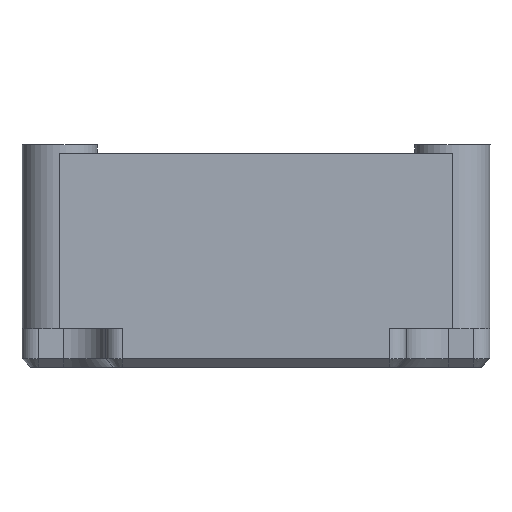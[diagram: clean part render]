
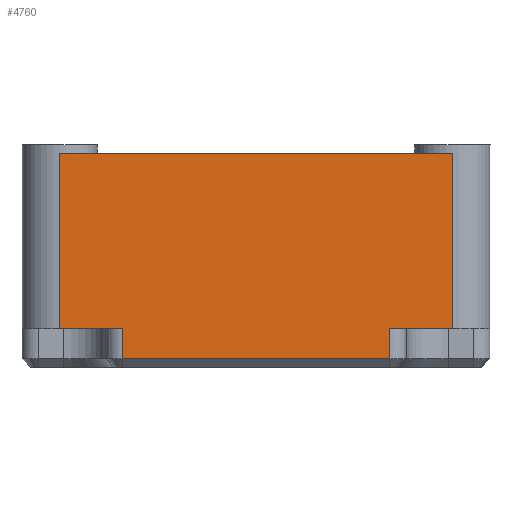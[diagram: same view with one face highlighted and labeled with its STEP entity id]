
A CAD part, front view. The second image highlights one B-rep face of the part: STEP entity #4760.
In plain terms, the highlighted planar face has unit normal (0, -1, 0).
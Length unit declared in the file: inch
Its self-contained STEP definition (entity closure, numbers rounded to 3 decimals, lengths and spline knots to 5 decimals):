
#497 = ORIENTED_EDGE ( 'NONE', *, *, #4149, .F. ) ;
#949 = DIRECTION ( 'NONE',  ( 1., 0., 0. ) ) ;
#1135 = EDGE_LOOP ( 'NONE', ( #11840, #1278, #6883, #8972, #10860, #2210, #497, #13479 ) ) ;
#1278 = ORIENTED_EDGE ( 'NONE', *, *, #5976, .T. ) ;
#2210 = ORIENTED_EDGE ( 'NONE', *, *, #4148, .F. ) ;
#2371 = DIRECTION ( 'NONE',  ( 0., 0., -1. ) ) ;
#2716 = CARTESIAN_POINT ( 'NONE',  ( 0.31496, -0.32874, -0.17126 ) ) ;
#2980 = LINE ( 'NONE', #16543, #3097 ) ;
#3097 = VECTOR ( 'NONE', #21699, 39.37008 ) ;
#3473 = VERTEX_POINT ( 'NONE', #21003 ) ;
#4148 = EDGE_CURVE ( 'NONE', #5872, #20391, #16322, .T. ) ;
#4149 = EDGE_CURVE ( 'NONE', #6144, #5872, #2980, .T. ) ;
#4326 = LINE ( 'NONE', #16019, #18594 ) ;
#4664 = DIRECTION ( 'NONE',  ( 0., 0., 1. ) ) ;
#4760 = ADVANCED_FACE ( 'NONE', ( #16805 ), #6905, .F. ) ;
#4836 = CARTESIAN_POINT ( 'NONE',  ( -0.31496, -0.32874, -0.17126 ) ) ;
#4867 = CARTESIAN_POINT ( 'NONE',  ( -0.4626, -0.32874, 0.24213 ) ) ;
#5260 = CARTESIAN_POINT ( 'NONE',  ( -0.4626, -0.32874, -0.17126 ) ) ;
#5603 = CARTESIAN_POINT ( 'NONE',  ( -0.4626, -0.32874, -0.17126 ) ) ;
#5872 = VERTEX_POINT ( 'NONE', #4867 ) ;
#5976 = EDGE_CURVE ( 'NONE', #3473, #18103, #4326, .T. ) ;
#6144 = VERTEX_POINT ( 'NONE', #20484 ) ;
#6883 = ORIENTED_EDGE ( 'NONE', *, *, #12396, .T. ) ;
#6905 = PLANE ( 'NONE',  #14839 ) ;
#7112 = VECTOR ( 'NONE', #2371, 39.37008 ) ;
#8446 = CARTESIAN_POINT ( 'NONE',  ( 0.4626, -0.32874, -0.17126 ) ) ;
#8972 = ORIENTED_EDGE ( 'NONE', *, *, #9142, .F. ) ;
#9142 = EDGE_CURVE ( 'NONE', #9462, #21029, #11807, .T. ) ;
#9462 = VERTEX_POINT ( 'NONE', #8446 ) ;
#9895 = CARTESIAN_POINT ( 'NONE',  ( 0.4626, -0.32874, 0.24213 ) ) ;
#10753 = VECTOR ( 'NONE', #18078, 39.37008 ) ;
#10860 = ORIENTED_EDGE ( 'NONE', *, *, #12938, .T. ) ;
#11482 = CARTESIAN_POINT ( 'NONE',  ( -0.4626, -0.32874, 0.24213 ) ) ;
#11542 = CARTESIAN_POINT ( 'NONE',  ( -0.4626, -0.32874, -0.26181 ) ) ;
#11565 = VECTOR ( 'NONE', #19902, 39.37008 ) ;
#11685 = CARTESIAN_POINT ( 'NONE',  ( 0.31496, -0.32874, -0.17126 ) ) ;
#11807 = LINE ( 'NONE', #5260, #14868 ) ;
#11840 = ORIENTED_EDGE ( 'NONE', *, *, #12168, .T. ) ;
#11865 = DIRECTION ( 'NONE',  ( 0., 1., 0. ) ) ;
#12168 = EDGE_CURVE ( 'NONE', #19419, #3473, #13960, .T. ) ;
#12396 = EDGE_CURVE ( 'NONE', #18103, #21029, #16513, .T. ) ;
#12938 = EDGE_CURVE ( 'NONE', #9462, #20391, #14501, .T. ) ;
#12993 = CARTESIAN_POINT ( 'NONE',  ( 0.31496, -0.32874, -0.24213 ) ) ;
#13479 = ORIENTED_EDGE ( 'NONE', *, *, #19653, .F. ) ;
#13960 = LINE ( 'NONE', #18831, #7112 ) ;
#14501 = LINE ( 'NONE', #19668, #20057 ) ;
#14839 = AXIS2_PLACEMENT_3D ( 'NONE', #11542, #11865, #18573 ) ;
#14868 = VECTOR ( 'NONE', #18411, 39.37008 ) ;
#16019 = CARTESIAN_POINT ( 'NONE',  ( -0.4626, -0.32874, -0.24213 ) ) ;
#16322 = LINE ( 'NONE', #11482, #10753 ) ;
#16513 = LINE ( 'NONE', #11685, #11565 ) ;
#16543 = CARTESIAN_POINT ( 'NONE',  ( -0.4626, -0.32874, -0.26181 ) ) ;
#16805 = FACE_OUTER_BOUND ( 'NONE', #1135, .T. ) ;
#18078 = DIRECTION ( 'NONE',  ( 1., 0., 0. ) ) ;
#18103 = VERTEX_POINT ( 'NONE', #12993 ) ;
#18411 = DIRECTION ( 'NONE',  ( -1., 0., 0. ) ) ;
#18566 = VECTOR ( 'NONE', #18859, 39.37008 ) ;
#18573 = DIRECTION ( 'NONE',  ( 0., 0., -1. ) ) ;
#18594 = VECTOR ( 'NONE', #949, 39.37008 ) ;
#18831 = CARTESIAN_POINT ( 'NONE',  ( -0.31496, -0.32874, -0.26181 ) ) ;
#18859 = DIRECTION ( 'NONE',  ( -1., 0., 0. ) ) ;
#19419 = VERTEX_POINT ( 'NONE', #4836 ) ;
#19653 = EDGE_CURVE ( 'NONE', #19419, #6144, #20613, .T. ) ;
#19668 = CARTESIAN_POINT ( 'NONE',  ( 0.4626, -0.32874, -0.26181 ) ) ;
#19902 = DIRECTION ( 'NONE',  ( 0., 0., 1. ) ) ;
#20057 = VECTOR ( 'NONE', #4664, 39.37008 ) ;
#20391 = VERTEX_POINT ( 'NONE', #9895 ) ;
#20484 = CARTESIAN_POINT ( 'NONE',  ( -0.4626, -0.32874, -0.17126 ) ) ;
#20613 = LINE ( 'NONE', #5603, #18566 ) ;
#21003 = CARTESIAN_POINT ( 'NONE',  ( -0.31496, -0.32874, -0.24213 ) ) ;
#21029 = VERTEX_POINT ( 'NONE', #2716 ) ;
#21699 = DIRECTION ( 'NONE',  ( 0., 0., 1. ) ) ;
